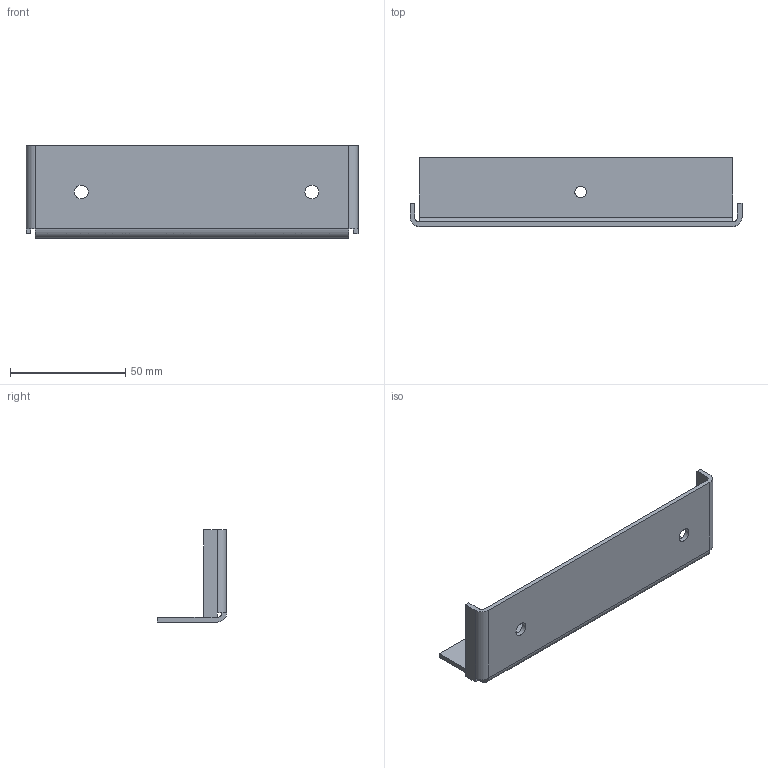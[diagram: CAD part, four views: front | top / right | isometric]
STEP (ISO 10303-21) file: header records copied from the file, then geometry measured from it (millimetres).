
FILE_DESCRIPTION(/* description */ ('STEP AP214'),/* implementation_level */ '2;1');
FILE_NAME(/* name */ '68c3d0299a2f00321beb83f1',/* time_stamp */ '2025-09-12T07:47:54Z',/* author */ (''),/* organization */ (''),/* preprocessor_version */ 'ST-DEVELOPER v20',/* originating_system */ 'ONSHAPE BY PTC INC, 1.203',/* authorisation */ ' ');
FILE_SCHEMA (('AUTOMOTIVE_DESIGN {1 0 10303 214 3 1 1}'));
Length unit declared in the file: metre
Products named in the file (1): Part 1
Bounding box: 144 x 30 x 40 mm (x, y, z)
Volume: 19584 mm3; surface area: 20603.3 mm2
Topology: 1 solids, 1 shells, 29 faces, 69 edges, 42 vertices
Faces by surface type: plane 20, cylinder 9
Full cylindrical faces by diameter (mm): 5 x1, 6 x2
Entity records: 852 total; most frequent: DIRECTION 144, CARTESIAN_POINT 138, ORIENTED_EDGE 132, EDGE_CURVE 66, LINE 48, VECTOR 48, AXIS2_PLACEMENT_3D 48, VERTEX_POINT 42
